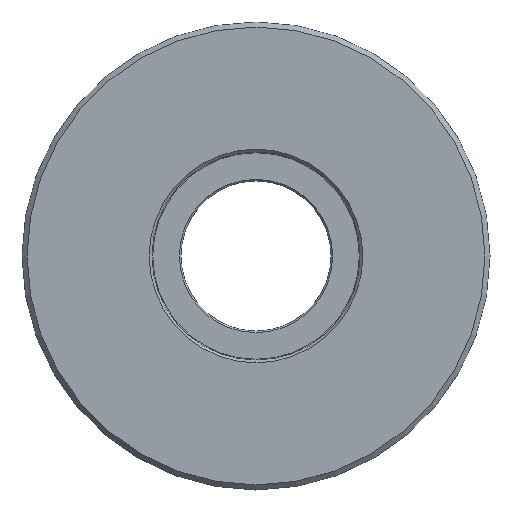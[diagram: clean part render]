
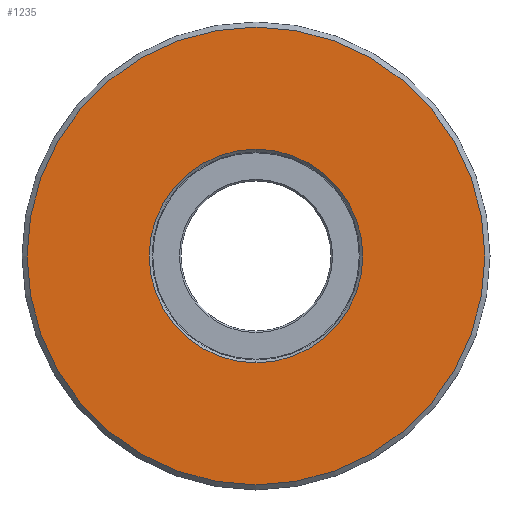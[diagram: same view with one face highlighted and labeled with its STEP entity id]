
A CAD part, left-side view. The second image highlights one B-rep face of the part: STEP entity #1235.
In plain terms, the highlighted planar face has unit normal (-1, 0, 0).
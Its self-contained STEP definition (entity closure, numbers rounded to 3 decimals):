
#35 = DIRECTION ( 'NONE',  ( 0., 0., -1. ) ) ;
#135 = VERTEX_POINT ( 'NONE', #365 ) ;
#150 = AXIS2_PLACEMENT_3D ( 'NONE', #455, #195, #850 ) ;
#166 = DIRECTION ( 'NONE',  ( 1., 0., 0. ) ) ;
#195 = DIRECTION ( 'NONE',  ( 1., 0., 0. ) ) ;
#266 = AXIS2_PLACEMENT_3D ( 'NONE', #1568, #346, #1045 ) ;
#267 = EDGE_CURVE ( 'NONE', #135, #830, #1059, .T. ) ;
#292 = AXIS2_PLACEMENT_3D ( 'NONE', #700, #166, #35 ) ;
#301 = EDGE_CURVE ( 'NONE', #1042, #739, #1571, .T. ) ;
#332 = DIRECTION ( 'NONE',  ( -1., 0., 0. ) ) ;
#346 = DIRECTION ( 'NONE',  ( -1., 0., 0. ) ) ;
#365 = CARTESIAN_POINT ( 'NONE',  ( -2.111, 0., -21. ) ) ;
#426 = EDGE_CURVE ( 'NONE', #739, #1042, #1234, .T. ) ;
#455 = CARTESIAN_POINT ( 'NONE',  ( -2.111, 0., -46. ) ) ;
#461 = DIRECTION ( 'NONE',  ( 0., 0., -1. ) ) ;
#607 = FACE_OUTER_BOUND ( 'NONE', #915, .T. ) ;
#616 = DIRECTION ( 'NONE',  ( 1., 0., 0. ) ) ;
#627 = EDGE_LOOP ( 'NONE', ( #953, #1590 ) ) ;
#700 = CARTESIAN_POINT ( 'NONE',  ( -2.111, 0., 0. ) ) ;
#739 = VERTEX_POINT ( 'NONE', #1250 ) ;
#802 = AXIS2_PLACEMENT_3D ( 'NONE', #1009, #332, #461 ) ;
#830 = VERTEX_POINT ( 'NONE', #1422 ) ;
#850 = DIRECTION ( 'NONE',  ( 0., 0., -1. ) ) ;
#900 = ORIENTED_EDGE ( 'NONE', *, *, #301, .T. ) ;
#915 = EDGE_LOOP ( 'NONE', ( #1031, #900 ) ) ;
#924 = CARTESIAN_POINT ( 'NONE',  ( -2.111, 0., 45. ) ) ;
#953 = ORIENTED_EDGE ( 'NONE', *, *, #1404, .T. ) ;
#1009 = CARTESIAN_POINT ( 'NONE',  ( -2.111, 0., 0. ) ) ;
#1031 = ORIENTED_EDGE ( 'NONE', *, *, #426, .T. ) ;
#1042 = VERTEX_POINT ( 'NONE', #924 ) ;
#1045 = DIRECTION ( 'NONE',  ( 0., 0., -1. ) ) ;
#1059 = CIRCLE ( 'NONE', #292, 21. ) ;
#1160 = DIRECTION ( 'NONE',  ( 0., 0., -1. ) ) ;
#1196 = CARTESIAN_POINT ( 'NONE',  ( -2.111, 0., 0. ) ) ;
#1234 = CIRCLE ( 'NONE', #266, 45. ) ;
#1235 = ADVANCED_FACE ( 'NONE', ( #1530, #607 ), #1698, .F. ) ;
#1242 = CIRCLE ( 'NONE', #1496, 21. ) ;
#1250 = CARTESIAN_POINT ( 'NONE',  ( -2.111, 0., -45. ) ) ;
#1404 = EDGE_CURVE ( 'NONE', #830, #135, #1242, .T. ) ;
#1422 = CARTESIAN_POINT ( 'NONE',  ( -2.111, 0., 21. ) ) ;
#1496 = AXIS2_PLACEMENT_3D ( 'NONE', #1196, #616, #1160 ) ;
#1530 = FACE_BOUND ( 'NONE', #627, .T. ) ;
#1568 = CARTESIAN_POINT ( 'NONE',  ( -2.111, 0., 0. ) ) ;
#1571 = CIRCLE ( 'NONE', #802, 45. ) ;
#1590 = ORIENTED_EDGE ( 'NONE', *, *, #267, .T. ) ;
#1698 = PLANE ( 'NONE',  #150 ) ;
